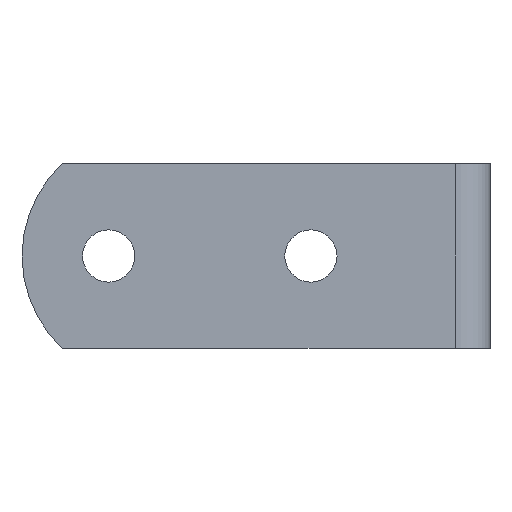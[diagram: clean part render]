
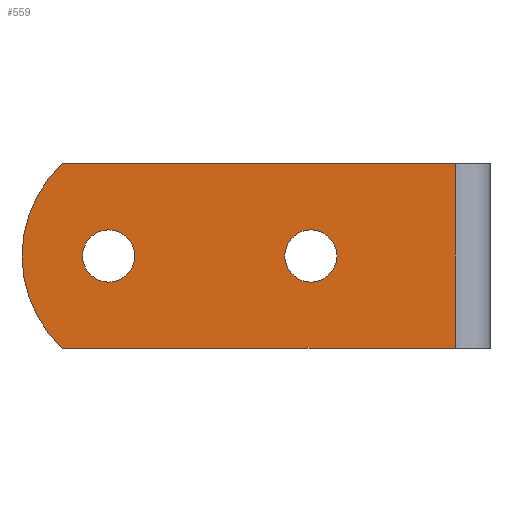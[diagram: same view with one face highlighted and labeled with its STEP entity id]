
A CAD part, left-side view. The second image highlights one B-rep face of the part: STEP entity #559.
In plain terms, the highlighted planar face has unit normal (-1, 0, 0).
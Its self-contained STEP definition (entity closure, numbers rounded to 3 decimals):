
#5 = AXIS2_PLACEMENT_3D ( 'NONE', #670, #75, #666 ) ;
#10 = CARTESIAN_POINT ( 'NONE',  ( 0., 6., 16. ) ) ;
#28 = AXIS2_PLACEMENT_3D ( 'NONE', #575, #572, #570 ) ;
#42 = VERTEX_POINT ( 'NONE', #306 ) ;
#51 = CARTESIAN_POINT ( 'NONE',  ( 0., 66., 4.52 ) ) ;
#75 = DIRECTION ( 'NONE',  ( 1., 0., 0. ) ) ;
#80 = CIRCLE ( 'NONE', #592, 4.52 ) ;
#104 = CIRCLE ( 'NONE', #387, 4.52 ) ;
#119 = LINE ( 'NONE', #492, #126 ) ;
#123 = EDGE_CURVE ( 'NONE', #209, #248, #447, .T. ) ;
#124 = CIRCLE ( 'NONE', #342, 21.786 ) ;
#126 = VECTOR ( 'NONE', #671, 1000. ) ;
#141 = FACE_OUTER_BOUND ( 'NONE', #627, .T. ) ;
#145 = FACE_BOUND ( 'NONE', #459, .T. ) ;
#158 = FACE_BOUND ( 'NONE', #271, .T. ) ;
#171 = CIRCLE ( 'NONE', #28, 4.52 ) ;
#172 = DIRECTION ( 'NONE',  ( 0., 0., 1. ) ) ;
#179 = DIRECTION ( 'NONE',  ( -1., 0., 0. ) ) ;
#187 = CARTESIAN_POINT ( 'NONE',  ( 0., 66., 0. ) ) ;
#190 = DIRECTION ( 'NONE',  ( 0., 0., -1. ) ) ;
#193 = LINE ( 'NONE', #529, #194 ) ;
#194 = VECTOR ( 'NONE', #499, 1000. ) ;
#200 = DIRECTION ( 'NONE',  ( 1., 0., 0. ) ) ;
#207 = ORIENTED_EDGE ( 'NONE', *, *, #392, .F. ) ;
#208 = CARTESIAN_POINT ( 'NONE',  ( 0., 59.214, 0. ) ) ;
#209 = VERTEX_POINT ( 'NONE', #637 ) ;
#219 = VERTEX_POINT ( 'NONE', #542 ) ;
#222 = ORIENTED_EDGE ( 'NONE', *, *, #273, .F. ) ;
#228 = ORIENTED_EDGE ( 'NONE', *, *, #123, .F. ) ;
#245 = ORIENTED_EDGE ( 'NONE', *, *, #623, .F. ) ;
#248 = VERTEX_POINT ( 'NONE', #602 ) ;
#271 = EDGE_LOOP ( 'NONE', ( #482, #245 ) ) ;
#273 = EDGE_CURVE ( 'NONE', #42, #691, #104, .T. ) ;
#287 = ORIENTED_EDGE ( 'NONE', *, *, #293, .F. ) ;
#293 = EDGE_CURVE ( 'NONE', #691, #42, #356, .T. ) ;
#294 = VERTEX_POINT ( 'NONE', #388 ) ;
#306 = CARTESIAN_POINT ( 'NONE',  ( 0., 31., 4.52 ) ) ;
#333 = EDGE_CURVE ( 'NONE', #518, #294, #80, .T. ) ;
#342 = AXIS2_PLACEMENT_3D ( 'NONE', #208, #200, #190 ) ;
#356 = CIRCLE ( 'NONE', #399, 4.52 ) ;
#369 = DIRECTION ( 'NONE',  ( 0., 0., 1. ) ) ;
#371 = DIRECTION ( 'NONE',  ( -1., 0., 0. ) ) ;
#372 = CARTESIAN_POINT ( 'NONE',  ( 0., 31., 0. ) ) ;
#387 = AXIS2_PLACEMENT_3D ( 'NONE', #411, #407, #393 ) ;
#388 = CARTESIAN_POINT ( 'NONE',  ( 0., 66., -4.52 ) ) ;
#392 = EDGE_CURVE ( 'NONE', #587, #209, #119, .T. ) ;
#393 = DIRECTION ( 'NONE',  ( 0., 0., 1. ) ) ;
#399 = AXIS2_PLACEMENT_3D ( 'NONE', #372, #371, #369 ) ;
#407 = DIRECTION ( 'NONE',  ( -1., 0., 0. ) ) ;
#411 = CARTESIAN_POINT ( 'NONE',  ( 0., 31., 0. ) ) ;
#445 = VECTOR ( 'NONE', #481, 1000. ) ;
#447 = LINE ( 'NONE', #10, #445 ) ;
#457 = EDGE_CURVE ( 'NONE', #219, #587, #124, .T. ) ;
#459 = EDGE_LOOP ( 'NONE', ( #222, #287 ) ) ;
#481 = DIRECTION ( 'NONE',  ( 0., 0., -1. ) ) ;
#482 = ORIENTED_EDGE ( 'NONE', *, *, #333, .F. ) ;
#484 = CARTESIAN_POINT ( 'NONE',  ( 0., 31., -4.52 ) ) ;
#492 = CARTESIAN_POINT ( 'NONE',  ( 0., 81., 16. ) ) ;
#499 = DIRECTION ( 'NONE',  ( 0., -1., 0. ) ) ;
#518 = VERTEX_POINT ( 'NONE', #51 ) ;
#529 = CARTESIAN_POINT ( 'NONE',  ( 0., 81., -16. ) ) ;
#542 = CARTESIAN_POINT ( 'NONE',  ( 0., 74., -16. ) ) ;
#559 = ADVANCED_FACE ( 'NONE', ( #145, #158, #141 ), #669, .F. ) ;
#570 = DIRECTION ( 'NONE',  ( 0., 0., 1. ) ) ;
#572 = DIRECTION ( 'NONE',  ( -1., 0., 0. ) ) ;
#575 = CARTESIAN_POINT ( 'NONE',  ( 0., 66., 0. ) ) ;
#587 = VERTEX_POINT ( 'NONE', #620 ) ;
#592 = AXIS2_PLACEMENT_3D ( 'NONE', #187, #179, #172 ) ;
#602 = CARTESIAN_POINT ( 'NONE',  ( 0., 6., -16. ) ) ;
#611 = ORIENTED_EDGE ( 'NONE', *, *, #675, .T. ) ;
#613 = ORIENTED_EDGE ( 'NONE', *, *, #457, .F. ) ;
#620 = CARTESIAN_POINT ( 'NONE',  ( 0., 74., 16. ) ) ;
#623 = EDGE_CURVE ( 'NONE', #294, #518, #171, .T. ) ;
#627 = EDGE_LOOP ( 'NONE', ( #207, #613, #611, #228 ) ) ;
#637 = CARTESIAN_POINT ( 'NONE',  ( 0., 6., 16. ) ) ;
#666 = DIRECTION ( 'NONE',  ( 0., 1., 0. ) ) ;
#669 = PLANE ( 'NONE',  #5 ) ;
#670 = CARTESIAN_POINT ( 'NONE',  ( 0., 81., 16. ) ) ;
#671 = DIRECTION ( 'NONE',  ( 0., -1., 0. ) ) ;
#675 = EDGE_CURVE ( 'NONE', #219, #248, #193, .T. ) ;
#691 = VERTEX_POINT ( 'NONE', #484 ) ;
